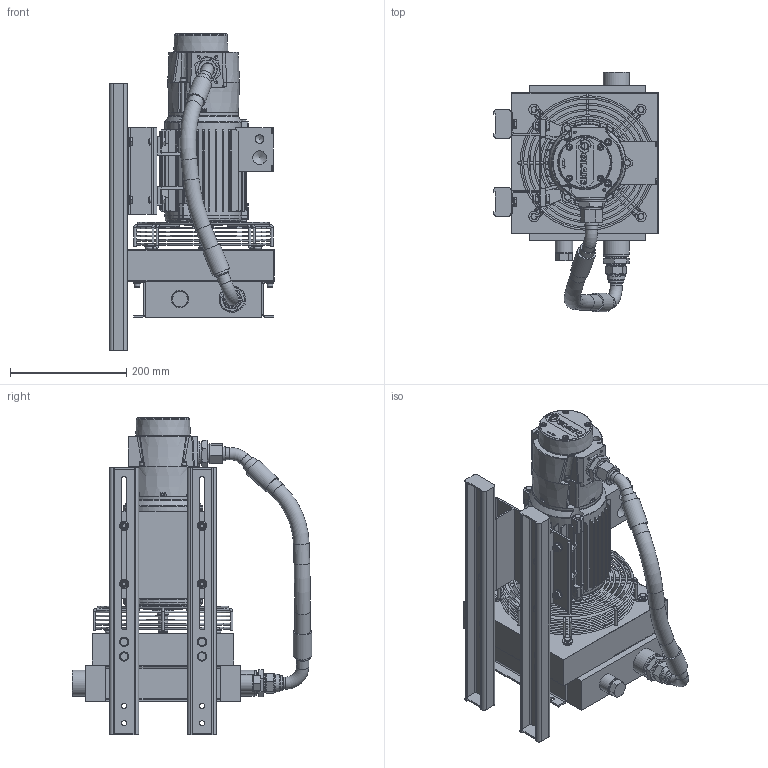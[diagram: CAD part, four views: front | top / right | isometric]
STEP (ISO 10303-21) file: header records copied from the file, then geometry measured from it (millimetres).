
FILE_DESCRIPTION( ( 'Unknown' ), '1' );
FILE_NAME( 'LOC-004-4-D-A.stp', 'Unknown', ( 'Unknown' ), ( 'Unknown' ), 'PSStep 14.0', 'Unknown', ' ' );
FILE_SCHEMA( ( 'AUTOMOTIVE_DESIGN { 1 0 10303 214 1 1 1 1 }' ) );
Length unit declared in the file: millimetre
Products named in the file (131): Assem1; LOC-004-4-D-A; LOC-004-4-D-A_0; LOC-004-4-D-A_1; LOC-004-4-D-A_2; LOC-004-4-D-A_3; LOC-004-4-D-A_4; LOC-004-4-D-A_5; LOC-004-4-D-A_6; LOC-004-4-D-A_7; LOC-004-4-D-A_8; LOC-004-4-D-A_9; LOC-004-4-D-A_10; LOC-004-4-D-A_11; LOC-004-4-D-A_12; LOC-004-4-D-A_13; LOC-004-4-D-A_14; LOC-004-4-D-A_15; LOC-004-4-D-A_16; LOC-004-4-D-A_17; LOC-004-4-D-A_18; LOC-004-4-D-A_19; LOC-004-4-D-A_20; LOC-004-4-D-A_21; LOC-004-4-D-A_22; LOC-004-4-D-A_23; LOC-004-4-D-A_24; LOC-004-4-D-A_25; LOC-004-4-D-A_26; LOC-004-4-D-A_27; LOC-004-4-D-A_28; LOC-004-4-D-A_29; LOC-004-4-D-A_30; LOC-004-4-D-A_31; LOC-004-4-D-A_32; LOC-004-4-D-A_33; LOC-004-4-D-A_34; LOC-004-4-D-A_35; LOC-004-4-D-A_37; LOC-004-4-D-A_43 ...
Assembly tree (130 placements, depth 2):
  Assem1
    LOC-004-4-D-A
    LOC-004-4-D-A_0
    LOC-004-4-D-A_1
    LOC-004-4-D-A_2
    LOC-004-4-D-A_3
    LOC-004-4-D-A_4
    LOC-004-4-D-A_5
    LOC-004-4-D-A_6
    LOC-004-4-D-A_7
    LOC-004-4-D-A_8
    LOC-004-4-D-A_9
    LOC-004-4-D-A_10
    LOC-004-4-D-A_11
    LOC-004-4-D-A_12
    LOC-004-4-D-A_13
    LOC-004-4-D-A_14
    LOC-004-4-D-A_15
    LOC-004-4-D-A_16
    LOC-004-4-D-A_17
    LOC-004-4-D-A_18
    LOC-004-4-D-A_19
    LOC-004-4-D-A_20
    LOC-004-4-D-A_21
    LOC-004-4-D-A_22
    LOC-004-4-D-A_23
    LOC-004-4-D-A_24
    LOC-004-4-D-A_25
    LOC-004-4-D-A_26
    LOC-004-4-D-A_27
    LOC-004-4-D-A_28
    LOC-004-4-D-A_29
    LOC-004-4-D-A_30
    LOC-004-4-D-A_31
    LOC-004-4-D-A_32
    LOC-004-4-D-A_33
    LOC-004-4-D-A_34
    LOC-004-4-D-A_35
    LOC-004-4-D-A_37
    LOC-004-4-D-A_43
    LOC-004-4-D-A_44
    LOC-004-4-D-A_45
    LOC-004-4-D-A_46
    LOC-004-4-D-A_47
    LOC-004-4-D-A_48
    LOC-004-4-D-A_49
    LOC-004-4-D-A_50
    LOC-004-4-D-A_51
    LOC-004-4-D-A_52
    LOC-004-4-D-A_53
    LOC-004-4-D-A_54
    LOC-004-4-D-A_55
    LOC-004-4-D-A_58
    LOC-004-4-D-A_59
    LOC-004-4-D-A_60
    LOC-004-4-D-A_61
    LOC-004-4-D-A_67
    LOC-004-4-D-A_68
    LOC-004-4-D-A_69
    LOC-004-4-D-A_70
Bounding box: 283.5 x 412.5 x 546.8 mm (x, y, z)
Volume: 8129696.9 mm3; surface area: 1528521.8 mm2
Topology: 130 solids, 141 shells, 2833 faces, 6594 edges, 4169 vertices
Faces by surface type: plane 1306, cylinder 598, cone 544, bspline 213, torus 150, extrusion 14, sphere 8
Full cylindrical faces by diameter (mm): 4 x34, 4.134 x1, 4.2 x4, 4.917 x18, 5 x2, 5.153 x4, 5.2 x8, 5.74 x4, 6 x28, 6.2 x4, 6.4 x12, 6.5 x2, 6.6 x3, 6.8 x3, 6.88 x1, 6.912 x4, 8 x36, 8.4 x26, 8.88 x10, 9 x16, 10 x16, 11 x4, 11.6 x8, 11.63 x12, 12 x9, 13 x2, 14.676 x1, 16 x33, 17 x1, 18 x4
Entity records: 110243 total; most frequent: CARTESIAN_POINT 27037, DIRECTION 11663, ORIENTED_EDGE 11438, EDGE_CURVE 5719, AXIS2_PLACEMENT_3D 4803, VERTEX_POINT 4039, EDGE_LOOP 3939, FACE_OUTER_BOUND 3295
